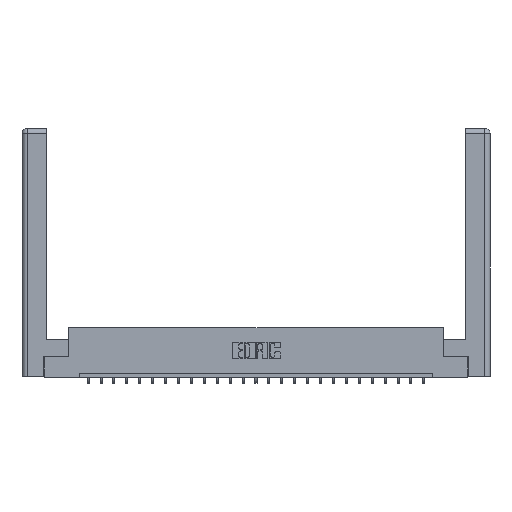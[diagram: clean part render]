
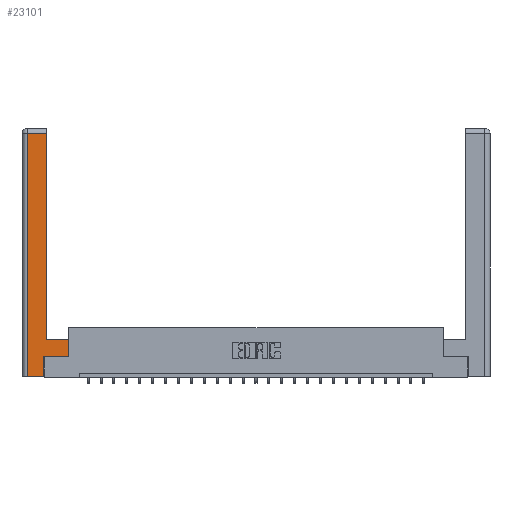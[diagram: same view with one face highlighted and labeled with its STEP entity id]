
A CAD part, top view. The second image highlights one B-rep face of the part: STEP entity #23101.
In plain terms, the highlighted planar face has unit normal (0, 0, 1).
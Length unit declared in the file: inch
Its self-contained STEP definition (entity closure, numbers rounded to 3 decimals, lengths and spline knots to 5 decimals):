
#347 = CARTESIAN_POINT ( 'NONE',  ( 0.265, 0.245, 0. ) ) ;
#521 = CARTESIAN_POINT ( 'NONE',  ( 0.265, 0., 0. ) ) ;
#1112 = DIRECTION ( 'NONE',  ( 0., 0., -1. ) ) ;
#1651 = ORIENTED_EDGE ( 'NONE', *, *, #8161, .T. ) ;
#1685 = DIRECTION ( 'NONE',  ( -1., 0., 0. ) ) ;
#2412 = EDGE_CURVE ( 'NONE', #23571, #4473, #19044, .T. ) ;
#2527 = VECTOR ( 'NONE', #13480, 39.37008 ) ;
#2746 = EDGE_CURVE ( 'NONE', #13505, #13457, #9790, .T. ) ;
#2993 = ORIENTED_EDGE ( 'NONE', *, *, #2412, .T. ) ;
#3034 = EDGE_CURVE ( 'NONE', #3917, #20083, #7109, .T. ) ;
#3917 = VERTEX_POINT ( 'NONE', #6643 ) ;
#4422 = LINE ( 'NONE', #11336, #12842 ) ;
#4473 = VERTEX_POINT ( 'NONE', #347 ) ;
#5313 = CARTESIAN_POINT ( 'NONE',  ( 0.295, 0.45, 0. ) ) ;
#5642 = VECTOR ( 'NONE', #20539, 39.37008 ) ;
#6057 = DIRECTION ( 'NONE',  ( 0., 1., 0. ) ) ;
#6148 = CARTESIAN_POINT ( 'NONE',  ( 0.295, 2.94, 0. ) ) ;
#6325 = DIRECTION ( 'NONE',  ( 1., 0., 0. ) ) ;
#6550 = EDGE_LOOP ( 'NONE', ( #12102, #10327, #11976, #17602, #2993, #7175, #17189, #1651 ) ) ;
#6643 = CARTESIAN_POINT ( 'NONE',  ( 0.565, 0.245, 0. ) ) ;
#6919 = CARTESIAN_POINT ( 'NONE',  ( 0.0615, 0., 0. ) ) ;
#6943 = CARTESIAN_POINT ( 'NONE',  ( 0.295, 0.45, 0. ) ) ;
#7109 = LINE ( 'NONE', #22882, #21673 ) ;
#7175 = ORIENTED_EDGE ( 'NONE', *, *, #11461, .T. ) ;
#7280 = FACE_OUTER_BOUND ( 'NONE', #6550, .T. ) ;
#7800 = AXIS2_PLACEMENT_3D ( 'NONE', #22469, #1112, #20380 ) ;
#8093 = VERTEX_POINT ( 'NONE', #6919 ) ;
#8161 = EDGE_CURVE ( 'NONE', #20083, #12287, #23167, .T. ) ;
#9140 = PLANE ( 'NONE',  #7800 ) ;
#9373 = VECTOR ( 'NONE', #6325, 39.37008 ) ;
#9790 = LINE ( 'NONE', #14161, #18152 ) ;
#9991 = EDGE_CURVE ( 'NONE', #12287, #13505, #13541, .T. ) ;
#10327 = ORIENTED_EDGE ( 'NONE', *, *, #2746, .T. ) ;
#11112 = CARTESIAN_POINT ( 'NONE',  ( 0.265, 0., 0. ) ) ;
#11296 = CARTESIAN_POINT ( 'NONE',  ( 0.265, 0.245, 0. ) ) ;
#11336 = CARTESIAN_POINT ( 'NONE',  ( 0.0615, 0., 0. ) ) ;
#11461 = EDGE_CURVE ( 'NONE', #4473, #3917, #19557, .T. ) ;
#11976 = ORIENTED_EDGE ( 'NONE', *, *, #18087, .T. ) ;
#12098 = DIRECTION ( 'NONE',  ( -1., 0., 0. ) ) ;
#12102 = ORIENTED_EDGE ( 'NONE', *, *, #9991, .T. ) ;
#12287 = VERTEX_POINT ( 'NONE', #6943 ) ;
#12842 = VECTOR ( 'NONE', #15646, 39.37008 ) ;
#13457 = VERTEX_POINT ( 'NONE', #17020 ) ;
#13480 = DIRECTION ( 'NONE',  ( 1., 0., 0. ) ) ;
#13505 = VERTEX_POINT ( 'NONE', #6148 ) ;
#13541 = LINE ( 'NONE', #21602, #18047 ) ;
#13633 = CARTESIAN_POINT ( 'NONE',  ( 0.565, 0.245, 0. ) ) ;
#14038 = DIRECTION ( 'NONE',  ( 0., 1., 0. ) ) ;
#14161 = CARTESIAN_POINT ( 'NONE',  ( 0.0615, 2.94, 0. ) ) ;
#15646 = DIRECTION ( 'NONE',  ( 0., -1., 0. ) ) ;
#17020 = CARTESIAN_POINT ( 'NONE',  ( 0.0615, 2.94, 0. ) ) ;
#17189 = ORIENTED_EDGE ( 'NONE', *, *, #3034, .T. ) ;
#17602 = ORIENTED_EDGE ( 'NONE', *, *, #22935, .T. ) ;
#18047 = VECTOR ( 'NONE', #14038, 39.37008 ) ;
#18068 = CARTESIAN_POINT ( 'NONE',  ( 0.565, 0.45, 0. ) ) ;
#18087 = EDGE_CURVE ( 'NONE', #13457, #8093, #4422, .T. ) ;
#18152 = VECTOR ( 'NONE', #12098, 39.37008 ) ;
#19044 = LINE ( 'NONE', #11296, #5642 ) ;
#19557 = LINE ( 'NONE', #13633, #2527 ) ;
#19792 = LINE ( 'NONE', #521, #9373 ) ;
#20083 = VERTEX_POINT ( 'NONE', #18068 ) ;
#20380 = DIRECTION ( 'NONE',  ( -1., 0., 0. ) ) ;
#20539 = DIRECTION ( 'NONE',  ( 0., 1., 0. ) ) ;
#21602 = CARTESIAN_POINT ( 'NONE',  ( 0.295, 3., 0. ) ) ;
#21673 = VECTOR ( 'NONE', #6057, 39.37008 ) ;
#21942 = VECTOR ( 'NONE', #1685, 39.37008 ) ;
#22469 = CARTESIAN_POINT ( 'NONE',  ( 0., 0., 0. ) ) ;
#22882 = CARTESIAN_POINT ( 'NONE',  ( 0.565, 0.45, 0. ) ) ;
#22935 = EDGE_CURVE ( 'NONE', #8093, #23571, #19792, .T. ) ;
#23101 = ADVANCED_FACE ( 'NONE', ( #7280 ), #9140, .F. ) ;
#23167 = LINE ( 'NONE', #5313, #21942 ) ;
#23571 = VERTEX_POINT ( 'NONE', #11112 ) ;
